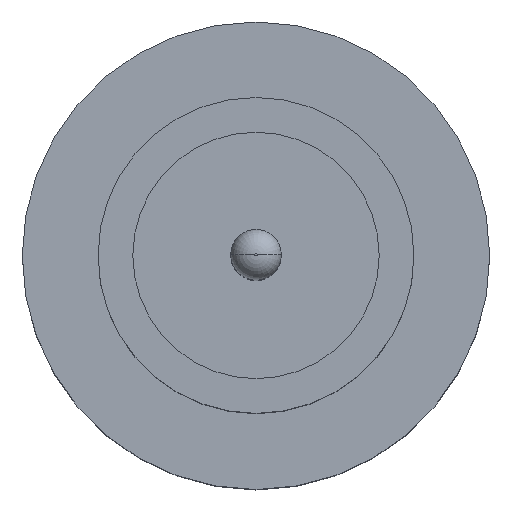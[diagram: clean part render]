
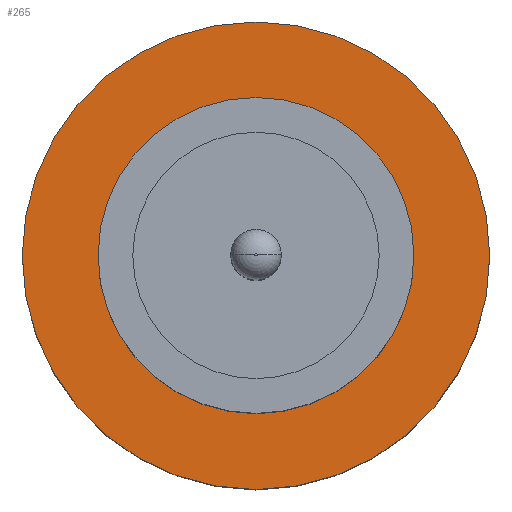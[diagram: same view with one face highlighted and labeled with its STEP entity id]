
A CAD part, top view. The second image highlights one B-rep face of the part: STEP entity #265.
In plain terms, the highlighted planar face has unit normal (0, 0, 1).
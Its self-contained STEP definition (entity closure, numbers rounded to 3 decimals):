
#2 = CARTESIAN_POINT ( 'NONE',  ( 0., 0., 1.55 ) ) ;
#5 = AXIS2_PLACEMENT_3D ( 'NONE', #2, #148, #643 ) ;
#148 = DIRECTION ( 'NONE',  ( 0., 0., 1. ) ) ;
#159 = DIRECTION ( 'NONE',  ( 0., 0., 1. ) ) ;
#165 = DIRECTION ( 'NONE',  ( 0., 0., 1. ) ) ;
#169 = CARTESIAN_POINT ( 'NONE',  ( 0., 0., 1.55 ) ) ;
#217 = EDGE_LOOP ( 'NONE', ( #580, #659 ) ) ;
#219 = AXIS2_PLACEMENT_3D ( 'NONE', #169, #165, #322 ) ;
#242 = VERTEX_POINT ( 'NONE', #302 ) ;
#265 = ADVANCED_FACE ( 'NONE', ( #665, #630 ), #511, .T. ) ;
#302 = CARTESIAN_POINT ( 'NONE',  ( 1.85, 0., 1.55 ) ) ;
#322 = DIRECTION ( 'NONE',  ( 1., 0., 0. ) ) ;
#349 = ORIENTED_EDGE ( 'NONE', *, *, #842, .F. ) ;
#372 = EDGE_CURVE ( 'NONE', #242, #520, #694, .T. ) ;
#447 = AXIS2_PLACEMENT_3D ( 'NONE', #585, #159, #514 ) ;
#466 = DIRECTION ( 'NONE',  ( 1., 0., 0. ) ) ;
#474 = EDGE_CURVE ( 'NONE', #520, #242, #903, .T. ) ;
#486 = ORIENTED_EDGE ( 'NONE', *, *, #819, .F. ) ;
#511 = PLANE ( 'NONE',  #447 ) ;
#514 = DIRECTION ( 'NONE',  ( 1., 0., 0. ) ) ;
#520 = VERTEX_POINT ( 'NONE', #656 ) ;
#531 = CARTESIAN_POINT ( 'NONE',  ( 0., 0., 1.55 ) ) ;
#554 = CARTESIAN_POINT ( 'NONE',  ( -1.25, 0., 1.55 ) ) ;
#566 = DIRECTION ( 'NONE',  ( 0., 0., 1. ) ) ;
#580 = ORIENTED_EDGE ( 'NONE', *, *, #474, .T. ) ;
#585 = CARTESIAN_POINT ( 'NONE',  ( 0., 0., 1.55 ) ) ;
#630 = FACE_OUTER_BOUND ( 'NONE', #217, .T. ) ;
#643 = DIRECTION ( 'NONE',  ( 1., 0., 0. ) ) ;
#653 = CIRCLE ( 'NONE', #5, 1.25 ) ;
#656 = CARTESIAN_POINT ( 'NONE',  ( -1.85, 0., 1.55 ) ) ;
#659 = ORIENTED_EDGE ( 'NONE', *, *, #372, .T. ) ;
#665 = FACE_BOUND ( 'NONE', #871, .T. ) ;
#681 = CIRCLE ( 'NONE', #857, 1.25 ) ;
#694 = CIRCLE ( 'NONE', #879, 1.85 ) ;
#714 = VERTEX_POINT ( 'NONE', #554 ) ;
#723 = VERTEX_POINT ( 'NONE', #756 ) ;
#756 = CARTESIAN_POINT ( 'NONE',  ( 1.25, 0., 1.55 ) ) ;
#819 = EDGE_CURVE ( 'NONE', #723, #714, #681, .T. ) ;
#833 = DIRECTION ( 'NONE',  ( 1., 0., 0. ) ) ;
#842 = EDGE_CURVE ( 'NONE', #714, #723, #653, .T. ) ;
#857 = AXIS2_PLACEMENT_3D ( 'NONE', #902, #566, #833 ) ;
#871 = EDGE_LOOP ( 'NONE', ( #486, #349 ) ) ;
#877 = DIRECTION ( 'NONE',  ( 0., 0., 1. ) ) ;
#879 = AXIS2_PLACEMENT_3D ( 'NONE', #531, #877, #466 ) ;
#902 = CARTESIAN_POINT ( 'NONE',  ( 0., 0., 1.55 ) ) ;
#903 = CIRCLE ( 'NONE', #219, 1.85 ) ;
